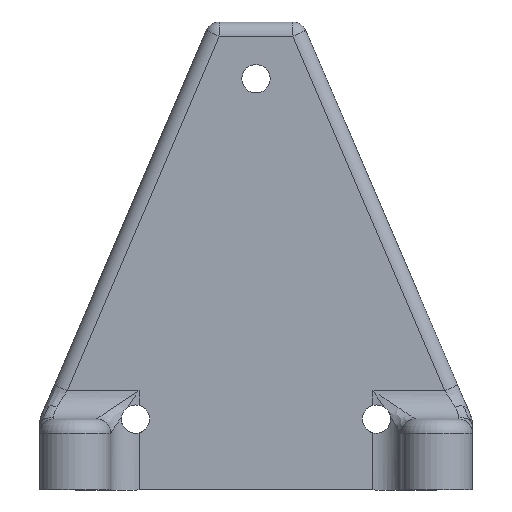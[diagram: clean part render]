
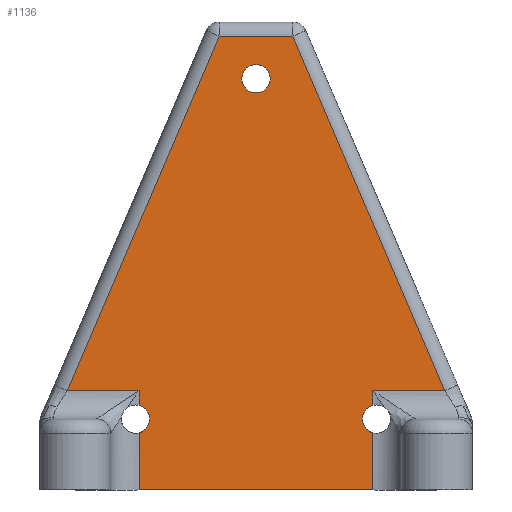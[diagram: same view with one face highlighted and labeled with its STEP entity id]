
A CAD part, front view. The second image highlights one B-rep face of the part: STEP entity #1136.
In plain terms, the highlighted planar face has unit normal (0, -1, 0).
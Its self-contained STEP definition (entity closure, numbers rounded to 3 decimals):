
#15=FACE_BOUND('',#331,.T.);
#22=PLANE('',#1265);
#57=LINE('',#4014,#119);
#61=LINE('',#4042,#123);
#69=LINE('',#4079,#131);
#79=LINE('',#4233,#141);
#83=LINE('',#4245,#145);
#84=LINE('',#4247,#146);
#85=LINE('',#4249,#147);
#86=LINE('',#4255,#148);
#87=LINE('',#4256,#149);
#88=LINE('',#4259,#150);
#119=VECTOR('',#1428,10.);
#123=VECTOR('',#1440,10.);
#131=VECTOR('',#1462,10.);
#141=VECTOR('',#1514,10.);
#145=VECTOR('',#1530,10.);
#146=VECTOR('',#1533,10.);
#147=VECTOR('',#1534,10.);
#148=VECTOR('',#1539,10.);
#149=VECTOR('',#1540,10.);
#150=VECTOR('',#1543,10.);
#260=FACE_OUTER_BOUND('',#330,.T.);
#330=EDGE_LOOP('',(#935,#936,#937,#938,#939,#940,#941,#942,#943,#944,#945,
#946,#947));
#331=EDGE_LOOP('',(#948));
#406=CIRCLE('',#1266,1.);
#407=CIRCLE('',#1267,1.);
#408=CIRCLE('',#1268,1.);
#409=CIRCLE('',#1269,1.);
#485=VERTEX_POINT('',#3643);
#506=VERTEX_POINT('',#3839);
#512=VERTEX_POINT('',#3853);
#518=VERTEX_POINT('',#4010);
#520=VERTEX_POINT('',#4072);
#528=VERTEX_POINT('',#4188);
#536=VERTEX_POINT('',#4219);
#537=VERTEX_POINT('',#4232);
#540=VERTEX_POINT('',#4248);
#541=VERTEX_POINT('',#4250);
#542=VERTEX_POINT('',#4252);
#543=VERTEX_POINT('',#4254);
#544=VERTEX_POINT('',#4257);
#545=VERTEX_POINT('',#4260);
#640=EDGE_CURVE('',#512,#518,#57,.T.);
#646=EDGE_CURVE('',#506,#512,#61,.T.);
#657=EDGE_CURVE('',#520,#506,#69,.T.);
#685=EDGE_CURVE('',#536,#537,#79,.T.);
#692=EDGE_CURVE('',#518,#485,#83,.T.);
#693=EDGE_CURVE('',#528,#520,#84,.T.);
#694=EDGE_CURVE('',#540,#528,#85,.T.);
#695=EDGE_CURVE('',#540,#541,#406,.T.);
#696=EDGE_CURVE('',#541,#542,#407,.T.);
#697=EDGE_CURVE('',#543,#542,#86,.T.);
#698=EDGE_CURVE('',#537,#543,#87,.T.);
#699=EDGE_CURVE('',#536,#544,#408,.T.);
#700=EDGE_CURVE('',#485,#544,#88,.T.);
#701=EDGE_CURVE('',#545,#545,#409,.T.);
#935=ORIENTED_EDGE('',*,*,#640,.F.);
#936=ORIENTED_EDGE('',*,*,#646,.F.);
#937=ORIENTED_EDGE('',*,*,#657,.F.);
#938=ORIENTED_EDGE('',*,*,#693,.F.);
#939=ORIENTED_EDGE('',*,*,#694,.F.);
#940=ORIENTED_EDGE('',*,*,#695,.T.);
#941=ORIENTED_EDGE('',*,*,#696,.T.);
#942=ORIENTED_EDGE('',*,*,#697,.F.);
#943=ORIENTED_EDGE('',*,*,#698,.F.);
#944=ORIENTED_EDGE('',*,*,#685,.F.);
#945=ORIENTED_EDGE('',*,*,#699,.T.);
#946=ORIENTED_EDGE('',*,*,#700,.F.);
#947=ORIENTED_EDGE('',*,*,#692,.F.);
#948=ORIENTED_EDGE('',*,*,#701,.T.);
#1136=ADVANCED_FACE('',(#260,#15),#22,.T.);
#1265=AXIS2_PLACEMENT_3D('',#4246,#1531,#1532);
#1266=AXIS2_PLACEMENT_3D('',#4251,#1535,#1536);
#1267=AXIS2_PLACEMENT_3D('',#4253,#1537,#1538);
#1268=AXIS2_PLACEMENT_3D('',#4258,#1541,#1542);
#1269=AXIS2_PLACEMENT_3D('',#4261,#1544,#1545);
#1428=DIRECTION('',(0.394,0.,-0.919));
#1440=DIRECTION('',(1.,0.,0.));
#1462=DIRECTION('',(0.394,0.,0.919));
#1514=DIRECTION('',(0.,0.,-1.));
#1530=DIRECTION('',(-1.,0.,0.));
#1531=DIRECTION('center_axis',(0.,-1.,0.));
#1532=DIRECTION('ref_axis',(0.,0.,-1.));
#1533=DIRECTION('',(-1.,0.,0.));
#1534=DIRECTION('',(0.,0.,1.));
#1535=DIRECTION('center_axis',(0.,1.,0.));
#1536=DIRECTION('ref_axis',(-1.,0.,0.));
#1537=DIRECTION('center_axis',(0.,1.,0.));
#1538=DIRECTION('ref_axis',(-1.,0.,0.));
#1539=DIRECTION('',(0.,0.,1.));
#1540=DIRECTION('',(-1.,0.,0.));
#1541=DIRECTION('center_axis',(0.,1.,0.));
#1542=DIRECTION('ref_axis',(-1.,0.,0.));
#1543=DIRECTION('',(0.,0.,-1.));
#1544=DIRECTION('center_axis',(0.,1.,0.));
#1545=DIRECTION('ref_axis',(-1.,0.,0.));
#3643=CARTESIAN_POINT('',(23.5,18.5,7.));
#3839=CARTESIAN_POINT('',(12.659,18.5,32.));
#3853=CARTESIAN_POINT('',(17.841,18.5,32.));
#4010=CARTESIAN_POINT('',(28.555,18.5,7.));
#4014=CARTESIAN_POINT('',(19.146,18.5,28.955));
#4042=CARTESIAN_POINT('',(0.,18.5,32.));
#4072=CARTESIAN_POINT('',(1.945,18.5,7.));
#4079=CARTESIAN_POINT('',(8.988,18.5,23.434));
#4188=CARTESIAN_POINT('',(7.,18.5,7.));
#4219=CARTESIAN_POINT('',(23.5,18.5,4.032));
#4232=CARTESIAN_POINT('',(23.5,18.5,0.));
#4233=CARTESIAN_POINT('',(23.5,18.5,19.));
#4245=CARTESIAN_POINT('',(0.,18.5,7.));
#4246=CARTESIAN_POINT('Origin',(0.,18.5,33.));
#4247=CARTESIAN_POINT('',(0.,18.5,7.));
#4248=CARTESIAN_POINT('',(7.,18.5,5.968));
#4249=CARTESIAN_POINT('',(7.,18.5,19.));
#4250=CARTESIAN_POINT('',(7.75,18.5,5.));
#4251=CARTESIAN_POINT('Origin',(6.75,18.5,5.));
#4252=CARTESIAN_POINT('',(7.,18.5,4.032));
#4253=CARTESIAN_POINT('Origin',(6.75,18.5,5.));
#4254=CARTESIAN_POINT('',(7.,18.5,0.));
#4255=CARTESIAN_POINT('',(7.,18.5,19.));
#4256=CARTESIAN_POINT('',(2.5,18.5,0.));
#4257=CARTESIAN_POINT('',(23.5,18.5,5.968));
#4258=CARTESIAN_POINT('Origin',(23.75,18.5,5.));
#4259=CARTESIAN_POINT('',(23.5,18.5,19.));
#4260=CARTESIAN_POINT('',(16.25,18.5,29.));
#4261=CARTESIAN_POINT('Origin',(15.25,18.5,29.));
